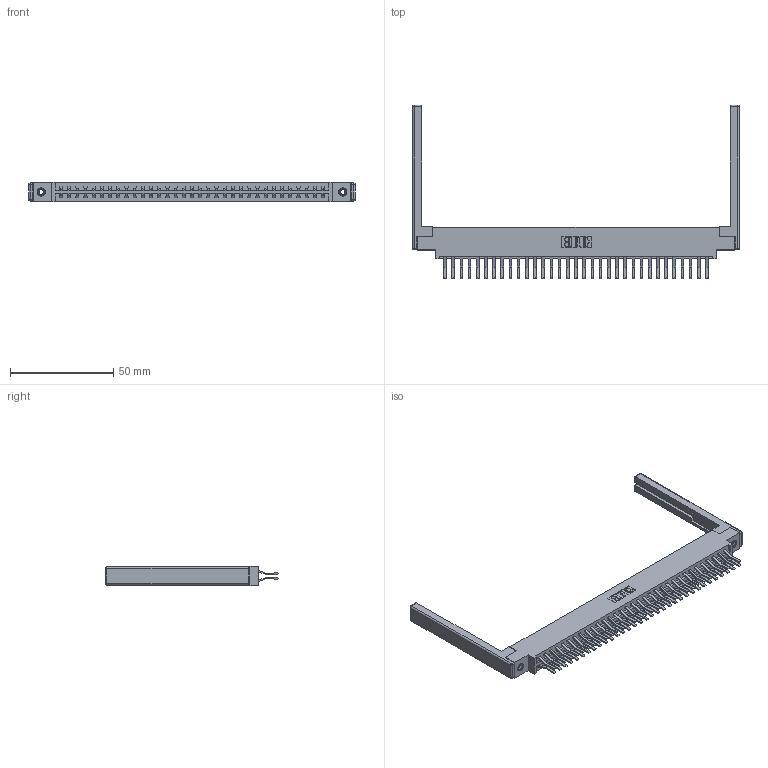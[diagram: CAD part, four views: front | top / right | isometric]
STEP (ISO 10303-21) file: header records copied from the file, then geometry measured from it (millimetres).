
FILE_DESCRIPTION (( 'STEP AP203' ), '1' );
FILE_NAME ('387-066-560-868.STEP', '2019-10-19T20:03:31', ( '' ), ( '' ), 'SwSTEP 2.0', 'SolidWorks 2016', '' );
FILE_SCHEMA (( 'CONFIG_CONTROL_DESIGN' ));
Length unit declared in the file: inch
Products named in the file (5): 337 Part_0.170 Offset - 0.156 Dia-TI; 387-066-560-868; 307-220-068; 345-250-001_345-250-001-102; 345-292-001_560 Tail
Assembly tree (71 placements, depth 2):
  387-066-560-868
    337 Part_0.170 Offset - 0.156 Dia-TI
    345-292-001_560 Tail  x66
    345-250-001_345-250-001-102  x2
    307-220-068  x2
Bounding box: 158.19 x 83.84 x 9.4 mm (x, y, z)
Volume: 21251.5 mm3; surface area: 24374.7 mm2
Topology: 71 solids, 71 shells, 3968 faces, 11735 edges, 7714 vertices
Faces by surface type: plane 2670, cylinder 1274, cone 12, sphere 8, torus 4
Entity records: 29730 total; most frequent: CARTESIAN_POINT 4983, ORIENTED_EDGE 4908, DIRECTION 4328, EDGE_CURVE 2454, VECTOR 2272, LINE 2272, VERTEX_POINT 1626, AXIS2_PLACEMENT_3D 1028
